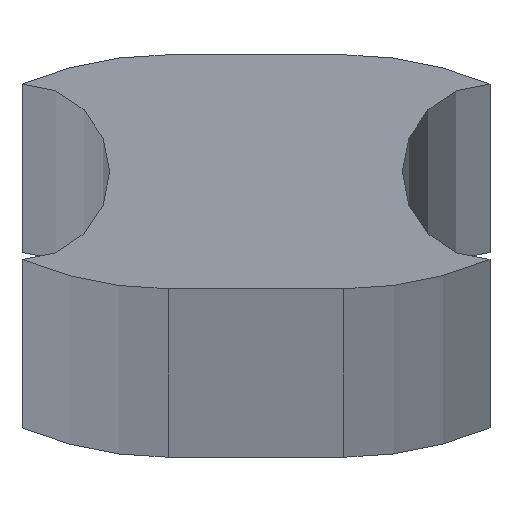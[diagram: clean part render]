
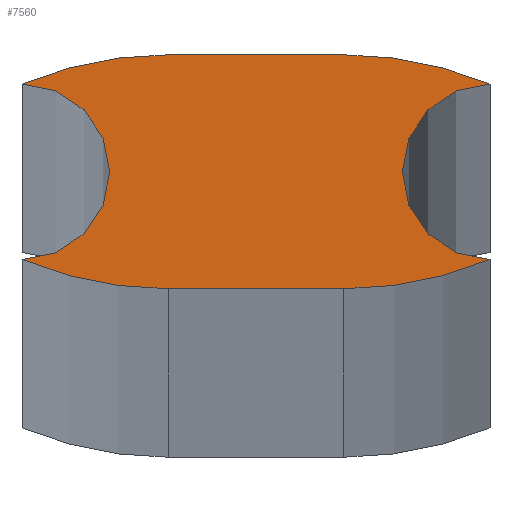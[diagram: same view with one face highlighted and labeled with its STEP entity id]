
A CAD part, top view. The second image highlights one B-rep face of the part: STEP entity #7560.
In plain terms, the highlighted planar face has unit normal (0, 0, 1).
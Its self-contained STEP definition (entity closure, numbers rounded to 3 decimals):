
#8 = CARTESIAN_POINT ( 'NONE',  ( 3., 9., 1650. ) ) ;
#242 = AXIS2_PLACEMENT_3D ( 'NONE', #7546, #11201, #10285 ) ;
#388 = DIRECTION ( 'NONE',  ( 1., 0., 0. ) ) ;
#495 = CARTESIAN_POINT ( 'NONE',  ( -8., 3., 1650. ) ) ;
#692 = DIRECTION ( 'NONE',  ( 1., 0., 0. ) ) ;
#835 = DIRECTION ( 'NONE',  ( 0., 0., 1. ) ) ;
#841 = CIRCLE ( 'NONE', #242, 13. ) ;
#927 = DIRECTION ( 'NONE',  ( 0., 0., 1. ) ) ;
#1062 = DIRECTION ( 'NONE',  ( -1., 0., 0. ) ) ;
#1546 = VECTOR ( 'NONE', #2362, 1000. ) ;
#1939 = VERTEX_POINT ( 'NONE', #8498 ) ;
#2362 = DIRECTION ( 'NONE',  ( 1., 0., 0. ) ) ;
#2714 = DIRECTION ( 'NONE',  ( 1., 0., 0. ) ) ;
#2731 = AXIS2_PLACEMENT_3D ( 'NONE', #8, #927, #2714 ) ;
#2817 = EDGE_CURVE ( 'NONE', #9403, #9446, #11796, .T. ) ;
#3055 = EDGE_CURVE ( 'NONE', #1939, #9729, #10637, .T. ) ;
#3142 = AXIS2_PLACEMENT_3D ( 'NONE', #6349, #835, #5460 ) ;
#3325 = VECTOR ( 'NONE', #692, 1000. ) ;
#3583 = CIRCLE ( 'NONE', #3142, 3. ) ;
#3740 = CARTESIAN_POINT ( 'NONE',  ( 8., -3., 1650. ) ) ;
#3748 = CARTESIAN_POINT ( 'NONE',  ( 3., 4., 1650. ) ) ;
#3994 = LINE ( 'NONE', #8724, #1546 ) ;
#4310 = EDGE_CURVE ( 'NONE', #10179, #8984, #11640, .T. ) ;
#4568 = ORIENTED_EDGE ( 'NONE', *, *, #2817, .F. ) ;
#4854 = VERTEX_POINT ( 'NONE', #495 ) ;
#4924 = CARTESIAN_POINT ( 'NONE',  ( -8., -3., 1650. ) ) ;
#4977 = CARTESIAN_POINT ( 'NONE',  ( -3., -9., 1650. ) ) ;
#5158 = CARTESIAN_POINT ( 'NONE',  ( 3., -9., 1650. ) ) ;
#5247 = EDGE_CURVE ( 'NONE', #9403, #1939, #9241, .T. ) ;
#5301 = AXIS2_PLACEMENT_3D ( 'NONE', #5158, #7008, #11872 ) ;
#5460 = DIRECTION ( 'NONE',  ( 1., 0., 0. ) ) ;
#5746 = ORIENTED_EDGE ( 'NONE', *, *, #11113, .F. ) ;
#5988 = ORIENTED_EDGE ( 'NONE', *, *, #3055, .T. ) ;
#6204 = FACE_OUTER_BOUND ( 'NONE', #7951, .T. ) ;
#6246 = ORIENTED_EDGE ( 'NONE', *, *, #9812, .T. ) ;
#6267 = ORIENTED_EDGE ( 'NONE', *, *, #7499, .F. ) ;
#6349 = CARTESIAN_POINT ( 'NONE',  ( -8., 0., 1650. ) ) ;
#6411 = ORIENTED_EDGE ( 'NONE', *, *, #5247, .T. ) ;
#6500 = CIRCLE ( 'NONE', #7078, 3. ) ;
#6657 = DIRECTION ( 'NONE',  ( 0., 0., 1. ) ) ;
#6735 = DIRECTION ( 'NONE',  ( 0., 0., 1. ) ) ;
#7008 = DIRECTION ( 'NONE',  ( 0., 0., -1. ) ) ;
#7078 = AXIS2_PLACEMENT_3D ( 'NONE', #7544, #6657, #10466 ) ;
#7244 = VERTEX_POINT ( 'NONE', #11528 ) ;
#7499 = EDGE_CURVE ( 'NONE', #8984, #9729, #6500, .T. ) ;
#7544 = CARTESIAN_POINT ( 'NONE',  ( 8., 0., 1650. ) ) ;
#7546 = CARTESIAN_POINT ( 'NONE',  ( -3., -9., 1650. ) ) ;
#7560 = ADVANCED_FACE ( 'NONE', ( #6204 ), #10360, .T. ) ;
#7951 = EDGE_LOOP ( 'NONE', ( #6246, #11586, #4568, #6411, #5988, #6267, #10469, #5746 ) ) ;
#8498 = CARTESIAN_POINT ( 'NONE',  ( 3., -4., 1650. ) ) ;
#8692 = EDGE_CURVE ( 'NONE', #9446, #4854, #3583, .T. ) ;
#8724 = CARTESIAN_POINT ( 'NONE',  ( -3., 4., 1650. ) ) ;
#8984 = VERTEX_POINT ( 'NONE', #11794 ) ;
#9241 = LINE ( 'NONE', #11709, #3325 ) ;
#9403 = VERTEX_POINT ( 'NONE', #10974 ) ;
#9422 = CARTESIAN_POINT ( 'NONE',  ( -3., 9., 1650. ) ) ;
#9446 = VERTEX_POINT ( 'NONE', #4924 ) ;
#9729 = VERTEX_POINT ( 'NONE', #3740 ) ;
#9812 = EDGE_CURVE ( 'NONE', #7244, #4854, #841, .T. ) ;
#10179 = VERTEX_POINT ( 'NONE', #3748 ) ;
#10244 = AXIS2_PLACEMENT_3D ( 'NONE', #4977, #6735, #388 ) ;
#10285 = DIRECTION ( 'NONE',  ( 1., 0., 0. ) ) ;
#10360 = PLANE ( 'NONE',  #10244 ) ;
#10382 = AXIS2_PLACEMENT_3D ( 'NONE', #9422, #11193, #1062 ) ;
#10466 = DIRECTION ( 'NONE',  ( 1., 0., 0. ) ) ;
#10469 = ORIENTED_EDGE ( 'NONE', *, *, #4310, .F. ) ;
#10637 = CIRCLE ( 'NONE', #2731, 13. ) ;
#10974 = CARTESIAN_POINT ( 'NONE',  ( -3., -4., 1650. ) ) ;
#11113 = EDGE_CURVE ( 'NONE', #7244, #10179, #3994, .T. ) ;
#11193 = DIRECTION ( 'NONE',  ( 0., 0., -1. ) ) ;
#11201 = DIRECTION ( 'NONE',  ( 0., 0., 1. ) ) ;
#11528 = CARTESIAN_POINT ( 'NONE',  ( -3., 4., 1650. ) ) ;
#11586 = ORIENTED_EDGE ( 'NONE', *, *, #8692, .F. ) ;
#11640 = CIRCLE ( 'NONE', #5301, 13. ) ;
#11709 = CARTESIAN_POINT ( 'NONE',  ( -3., -4., 1650. ) ) ;
#11794 = CARTESIAN_POINT ( 'NONE',  ( 8., 3., 1650. ) ) ;
#11796 = CIRCLE ( 'NONE', #10382, 13. ) ;
#11872 = DIRECTION ( 'NONE',  ( -1., 0., 0. ) ) ;
